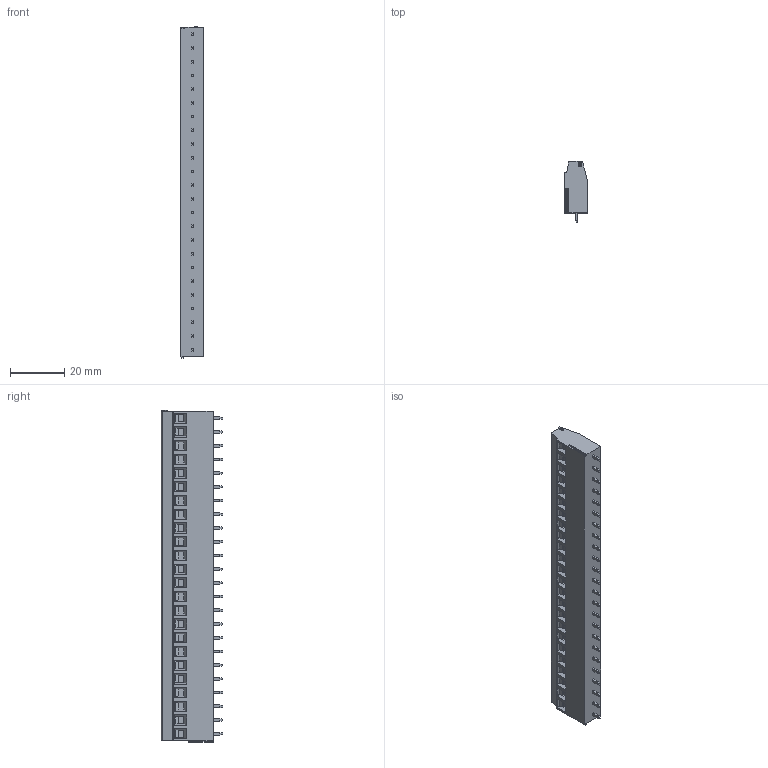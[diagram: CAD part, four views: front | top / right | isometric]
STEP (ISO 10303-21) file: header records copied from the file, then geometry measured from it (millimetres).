
FILE_DESCRIPTION((''),'2;1');
FILE_NAME('PRT0053','2025-01-17T',('yanfa'),(''),'PRO/ENGINEER BY PARAMETRIC TECHNOLOGY CORPORATION, 2009280','PRO/ENGINEER BY PARAMETRIC TECHNOLOGY CORPORATION, 2009280','');
FILE_SCHEMA(('AUTOMOTIVE_DESIGN_CC2 { 1 2 10303 214 -1 1 5 2 }'));
Length unit declared in the file: millimetre
Products named in the file (1): PRT0053
Bounding box: 8.6 x 22.6 x 122.92 mm (x, y, z)
Volume: 17777.4 mm3; surface area: 8083.2 mm2
Topology: 1 solids, 1 shells, 1073 faces, 2613 edges, 1614 vertices
Faces by surface type: plane 649, cylinder 256, cone 96, torus 48, sphere 24
Entity records: 31579 total; most frequent: CARTESIAN_POINT 6452, ORIENTED_EDGE 5178, DIRECTION 5175, EDGE_CURVE 2589, VECTOR 1765, LINE 1765, AXIS2_PLACEMENT_3D 1705, VERTEX_POINT 1614
